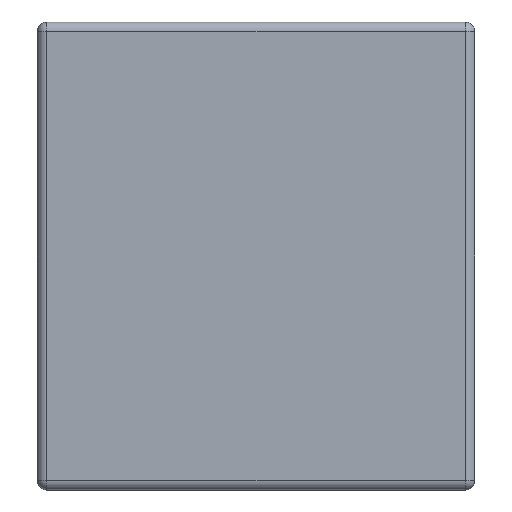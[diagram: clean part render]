
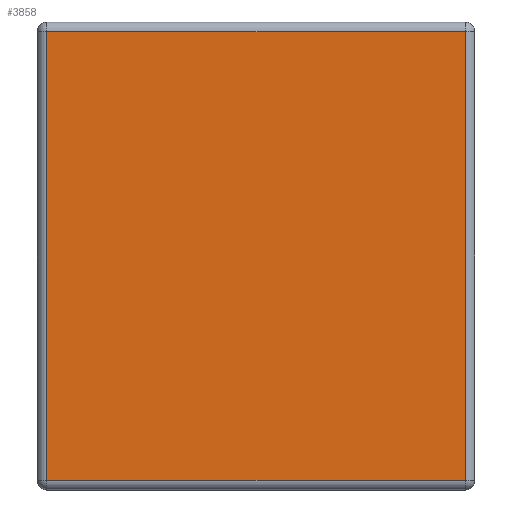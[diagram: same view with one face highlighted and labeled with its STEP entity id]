
A CAD part, left-side view. The second image highlights one B-rep face of the part: STEP entity #3858.
In plain terms, the highlighted planar face has unit normal (-1, 0, 0).
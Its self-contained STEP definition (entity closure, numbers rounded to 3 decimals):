
#41 = DIRECTION ( 'NONE',  ( 0., 0., -1. ) ) ;
#243 = EDGE_LOOP ( 'NONE', ( #2577, #1366, #2796, #1759 ) ) ;
#302 = VECTOR ( 'NONE', #1428, 1000. ) ;
#391 = LINE ( 'NONE', #3267, #4201 ) ;
#412 = DIRECTION ( 'NONE',  ( 0., 1., 0. ) ) ;
#547 = PLANE ( 'NONE',  #2748 ) ;
#742 = CARTESIAN_POINT ( 'NONE',  ( 0., 1.45, -0.032 ) ) ;
#1021 = CARTESIAN_POINT ( 'NONE',  ( 0., 0.032, -0.032 ) ) ;
#1154 = EDGE_CURVE ( 'NONE', #1978, #1575, #391, .T. ) ;
#1223 = CARTESIAN_POINT ( 'NONE',  ( 0., 0., -1.518 ) ) ;
#1366 = ORIENTED_EDGE ( 'NONE', *, *, #1439, .T. ) ;
#1428 = DIRECTION ( 'NONE',  ( 0., 0., 1. ) ) ;
#1439 = EDGE_CURVE ( 'NONE', #4023, #1692, #2154, .T. ) ;
#1575 = VERTEX_POINT ( 'NONE', #2650 ) ;
#1692 = VERTEX_POINT ( 'NONE', #1021 ) ;
#1759 = ORIENTED_EDGE ( 'NONE', *, *, #1154, .T. ) ;
#1798 = CARTESIAN_POINT ( 'NONE',  ( 0., 0.032, 0. ) ) ;
#1898 = VECTOR ( 'NONE', #3358, 1000. ) ;
#1978 = VERTEX_POINT ( 'NONE', #3415 ) ;
#2154 = LINE ( 'NONE', #1798, #302 ) ;
#2577 = ORIENTED_EDGE ( 'NONE', *, *, #2911, .T. ) ;
#2642 = CARTESIAN_POINT ( 'NONE',  ( 0., 0.032, -1.518 ) ) ;
#2650 = CARTESIAN_POINT ( 'NONE',  ( 0., 1.418, -1.518 ) ) ;
#2690 = LINE ( 'NONE', #1223, #1898 ) ;
#2738 = FACE_OUTER_BOUND ( 'NONE', #243, .T. ) ;
#2748 = AXIS2_PLACEMENT_3D ( 'NONE', #4631, #2845, #3536 ) ;
#2796 = ORIENTED_EDGE ( 'NONE', *, *, #4319, .T. ) ;
#2845 = DIRECTION ( 'NONE',  ( -1., 0., 0. ) ) ;
#2911 = EDGE_CURVE ( 'NONE', #1575, #4023, #2690, .T. ) ;
#3267 = CARTESIAN_POINT ( 'NONE',  ( 0., 1.418, -1.55 ) ) ;
#3358 = DIRECTION ( 'NONE',  ( 0., -1., 0. ) ) ;
#3415 = CARTESIAN_POINT ( 'NONE',  ( 0., 1.418, -0.032 ) ) ;
#3536 = DIRECTION ( 'NONE',  ( 0., 0., 1. ) ) ;
#3858 = ADVANCED_FACE ( 'NONE', ( #2738 ), #547, .T. ) ;
#3964 = LINE ( 'NONE', #742, #4070 ) ;
#4023 = VERTEX_POINT ( 'NONE', #2642 ) ;
#4070 = VECTOR ( 'NONE', #412, 1000. ) ;
#4201 = VECTOR ( 'NONE', #41, 1000. ) ;
#4319 = EDGE_CURVE ( 'NONE', #1692, #1978, #3964, .T. ) ;
#4631 = CARTESIAN_POINT ( 'NONE',  ( 0., 0., 0. ) ) ;
